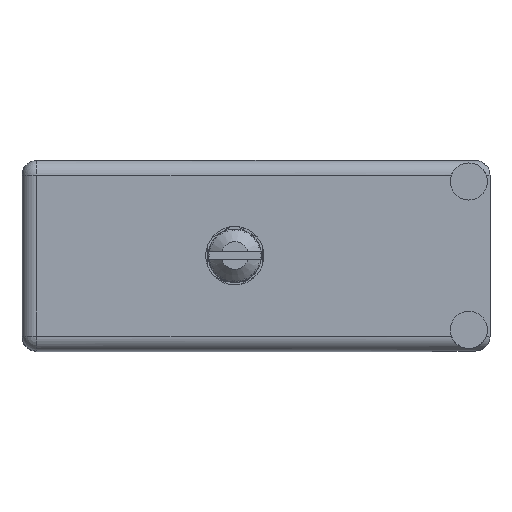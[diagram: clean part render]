
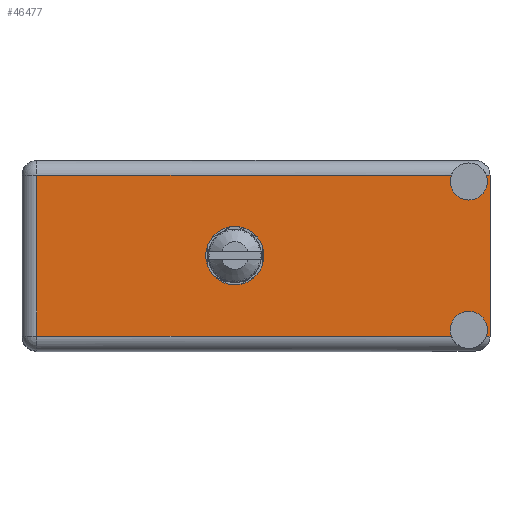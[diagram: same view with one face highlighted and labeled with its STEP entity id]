
A CAD part, top view. The second image highlights one B-rep face of the part: STEP entity #46477.
In plain terms, the highlighted face is planar.
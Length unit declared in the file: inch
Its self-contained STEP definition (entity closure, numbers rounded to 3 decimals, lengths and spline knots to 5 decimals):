
#254 = DIRECTION ( 'NONE',  ( -1., 0., 0. ) ) ;
#1596 = CIRCLE ( 'NONE', #5729, 0.1375 ) ;
#3261 = PLANE ( 'NONE',  #13852 ) ;
#3421 = VECTOR ( 'NONE', #44682, 39.37008 ) ;
#3609 = DIRECTION ( 'NONE',  ( 0., 1., 0. ) ) ;
#3956 = ORIENTED_EDGE ( 'NONE', *, *, #35172, .T. ) ;
#5729 = AXIS2_PLACEMENT_3D ( 'NONE', #7204, #22821, #96926 ) ;
#5981 = DIRECTION ( 'NONE',  ( 0., 0., 1. ) ) ;
#6155 = CARTESIAN_POINT ( 'NONE',  ( -0.934, 1.466, -0.3795 ) ) ;
#6605 = VERTEX_POINT ( 'NONE', #27680 ) ;
#6707 = VECTOR ( 'NONE', #11171, 39.37008 ) ;
#7204 = CARTESIAN_POINT ( 'NONE',  ( 0., 1.466, 0. ) ) ;
#7709 = EDGE_LOOP ( 'NONE', ( #19820, #44855, #35922, #13707, #32130, #26158, #8449, #59711, #70219, #3956 ) ) ;
#8449 = ORIENTED_EDGE ( 'NONE', *, *, #76001, .F. ) ;
#8476 = ORIENTED_EDGE ( 'NONE', *, *, #37555, .F. ) ;
#8791 = CARTESIAN_POINT ( 'NONE',  ( 1.204, 1.466, -0.3795 ) ) ;
#10005 = CARTESIAN_POINT ( 'NONE',  ( 1.18638, 1.466, -0.3795 ) ) ;
#10407 = EDGE_CURVE ( 'NONE', #20815, #85769, #89948, .T. ) ;
#10848 = VECTOR ( 'NONE', #97856, 39.37008 ) ;
#11171 = DIRECTION ( 'NONE',  ( 0., 0., 1. ) ) ;
#12235 = VECTOR ( 'NONE', #254, 39.37008 ) ;
#13409 = DIRECTION ( 'NONE',  ( 0., 0., 1. ) ) ;
#13707 = ORIENTED_EDGE ( 'NONE', *, *, #96314, .T. ) ;
#13852 = AXIS2_PLACEMENT_3D ( 'NONE', #59796, #3609, #51259 ) ;
#17291 = DIRECTION ( 'NONE',  ( 0., 0., 1. ) ) ;
#19542 = EDGE_CURVE ( 'NONE', #45072, #85769, #48970, .T. ) ;
#19820 = ORIENTED_EDGE ( 'NONE', *, *, #10407, .T. ) ;
#20152 = CARTESIAN_POINT ( 'NONE',  ( 1.104, 1.466, 0.35 ) ) ;
#20383 = CARTESIAN_POINT ( 'NONE',  ( -0.934, 1.466, 0.3795 ) ) ;
#20815 = VERTEX_POINT ( 'NONE', #20383 ) ;
#21051 = DIRECTION ( 'NONE',  ( 0., 0., 1. ) ) ;
#21565 = CARTESIAN_POINT ( 'NONE',  ( 1.204, 1.466, 0.3795 ) ) ;
#21639 = AXIS2_PLACEMENT_3D ( 'NONE', #30825, #87892, #5981 ) ;
#22821 = DIRECTION ( 'NONE',  ( 0., 1., 0. ) ) ;
#23898 = CARTESIAN_POINT ( 'NONE',  ( 1.104, 1.466, -0.35 ) ) ;
#24417 = VERTEX_POINT ( 'NONE', #57087 ) ;
#25052 = VERTEX_POINT ( 'NONE', #8791 ) ;
#25189 = VERTEX_POINT ( 'NONE', #6155 ) ;
#26158 = ORIENTED_EDGE ( 'NONE', *, *, #45899, .T. ) ;
#27680 = CARTESIAN_POINT ( 'NONE',  ( 1.104, 1.466, -0.2625 ) ) ;
#28051 = EDGE_CURVE ( 'NONE', #44887, #45072, #39237, .T. ) ;
#28651 = VECTOR ( 'NONE', #94839, 39.37008 ) ;
#29221 = FACE_BOUND ( 'NONE', #101426, .T. ) ;
#30825 = CARTESIAN_POINT ( 'NONE',  ( 0., 1.466, 0. ) ) ;
#31518 = CARTESIAN_POINT ( 'NONE',  ( -1.004, 1.466, -0.3795 ) ) ;
#32130 = ORIENTED_EDGE ( 'NONE', *, *, #64411, .F. ) ;
#32753 = CARTESIAN_POINT ( 'NONE',  ( 0., 1.466, -0.1375 ) ) ;
#33724 = LINE ( 'NONE', #31518, #12235 ) ;
#33881 = CARTESIAN_POINT ( 'NONE',  ( -1.004, 1.466, -0.3795 ) ) ;
#33889 = CARTESIAN_POINT ( 'NONE',  ( 1.104, 1.466, -0.35 ) ) ;
#35172 = EDGE_CURVE ( 'NONE', #25189, #20815, #57590, .T. ) ;
#35341 = EDGE_CURVE ( 'NONE', #24417, #88561, #1596, .T. ) ;
#35922 = ORIENTED_EDGE ( 'NONE', *, *, #28051, .F. ) ;
#36524 = CIRCLE ( 'NONE', #67559, 0.0875 ) ;
#37555 = EDGE_CURVE ( 'NONE', #88561, #24417, #65941, .T. ) ;
#37728 = LINE ( 'NONE', #77160, #3421 ) ;
#37747 = CARTESIAN_POINT ( 'NONE',  ( 1.204, 1.466, 0.3795 ) ) ;
#39237 = CIRCLE ( 'NONE', #62910, 0.0875 ) ;
#41747 = DIRECTION ( 'NONE',  ( 0., 1., 0. ) ) ;
#41969 = CIRCLE ( 'NONE', #74814, 0.0875 ) ;
#42605 = LINE ( 'NONE', #98556, #10848 ) ;
#44682 = DIRECTION ( 'NONE',  ( 1., 0., 0. ) ) ;
#44855 = ORIENTED_EDGE ( 'NONE', *, *, #19542, .F. ) ;
#44887 = VERTEX_POINT ( 'NONE', #50677 ) ;
#45072 = VERTEX_POINT ( 'NONE', #52428 ) ;
#45899 = EDGE_CURVE ( 'NONE', #25052, #70786, #82835, .T. ) ;
#46477 = ADVANCED_FACE ( 'NONE', ( #29221, #91717 ), #3261, .T. ) ;
#47523 = VERTEX_POINT ( 'NONE', #60646 ) ;
#48970 = CIRCLE ( 'NONE', #88903, 0.0875 ) ;
#50479 = VERTEX_POINT ( 'NONE', #21565 ) ;
#50677 = CARTESIAN_POINT ( 'NONE',  ( 1.18638, 1.466, 0.3795 ) ) ;
#51259 = DIRECTION ( 'NONE',  ( -1., 0., 0. ) ) ;
#52234 = EDGE_CURVE ( 'NONE', #47523, #6605, #36524, .T. ) ;
#52428 = CARTESIAN_POINT ( 'NONE',  ( 1.104, 1.466, 0.2625 ) ) ;
#57087 = CARTESIAN_POINT ( 'NONE',  ( 0., 1.466, 0.1375 ) ) ;
#57590 = LINE ( 'NONE', #75220, #6707 ) ;
#59711 = ORIENTED_EDGE ( 'NONE', *, *, #52234, .F. ) ;
#59796 = CARTESIAN_POINT ( 'NONE',  ( -1.004, 1.466, -0.4495 ) ) ;
#60646 = CARTESIAN_POINT ( 'NONE',  ( 1.02162, 1.466, -0.3795 ) ) ;
#62910 = AXIS2_PLACEMENT_3D ( 'NONE', #103974, #86894, #21051 ) ;
#64411 = EDGE_CURVE ( 'NONE', #25052, #50479, #42605, .T. ) ;
#65941 = CIRCLE ( 'NONE', #21639, 0.1375 ) ;
#66451 = CARTESIAN_POINT ( 'NONE',  ( 1.02162, 1.466, 0.3795 ) ) ;
#67559 = AXIS2_PLACEMENT_3D ( 'NONE', #23898, #81595, #96989 ) ;
#70219 = ORIENTED_EDGE ( 'NONE', *, *, #97408, .T. ) ;
#70786 = VERTEX_POINT ( 'NONE', #10005 ) ;
#74814 = AXIS2_PLACEMENT_3D ( 'NONE', #33889, #41747, #17291 ) ;
#75220 = CARTESIAN_POINT ( 'NONE',  ( -0.934, 1.466, -0.4495 ) ) ;
#76001 = EDGE_CURVE ( 'NONE', #6605, #70786, #41969, .T. ) ;
#77160 = CARTESIAN_POINT ( 'NONE',  ( 1.204, 1.466, 0.3795 ) ) ;
#79696 = ORIENTED_EDGE ( 'NONE', *, *, #35341, .F. ) ;
#80259 = VECTOR ( 'NONE', #99190, 39.37008 ) ;
#81595 = DIRECTION ( 'NONE',  ( 0., 1., 0. ) ) ;
#82835 = LINE ( 'NONE', #33881, #80259 ) ;
#85769 = VERTEX_POINT ( 'NONE', #66451 ) ;
#86894 = DIRECTION ( 'NONE',  ( 0., 1., 0. ) ) ;
#87892 = DIRECTION ( 'NONE',  ( 0., 1., 0. ) ) ;
#88561 = VERTEX_POINT ( 'NONE', #32753 ) ;
#88903 = AXIS2_PLACEMENT_3D ( 'NONE', #20152, #103086, #13409 ) ;
#89948 = LINE ( 'NONE', #37747, #28651 ) ;
#91717 = FACE_OUTER_BOUND ( 'NONE', #7709, .T. ) ;
#94839 = DIRECTION ( 'NONE',  ( 1., 0., 0. ) ) ;
#96314 = EDGE_CURVE ( 'NONE', #44887, #50479, #37728, .T. ) ;
#96926 = DIRECTION ( 'NONE',  ( 0., 0., 1. ) ) ;
#96989 = DIRECTION ( 'NONE',  ( 0., 0., 1. ) ) ;
#97408 = EDGE_CURVE ( 'NONE', #47523, #25189, #33724, .T. ) ;
#97856 = DIRECTION ( 'NONE',  ( 0., 0., 1. ) ) ;
#98556 = CARTESIAN_POINT ( 'NONE',  ( 1.204, 1.466, 0.4495 ) ) ;
#99190 = DIRECTION ( 'NONE',  ( -1., 0., 0. ) ) ;
#101426 = EDGE_LOOP ( 'NONE', ( #79696, #8476 ) ) ;
#103086 = DIRECTION ( 'NONE',  ( 0., 1., 0. ) ) ;
#103974 = CARTESIAN_POINT ( 'NONE',  ( 1.104, 1.466, 0.35 ) ) ;
